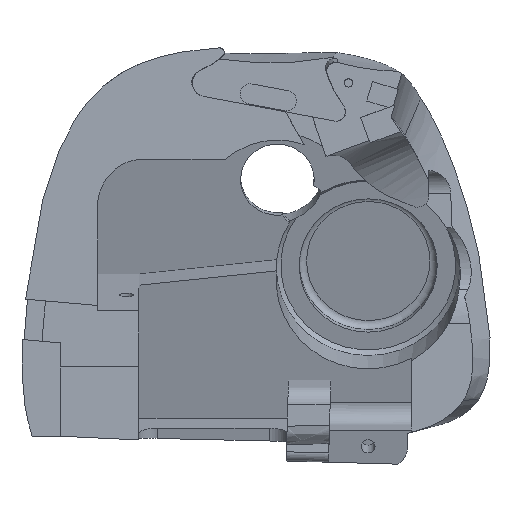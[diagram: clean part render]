
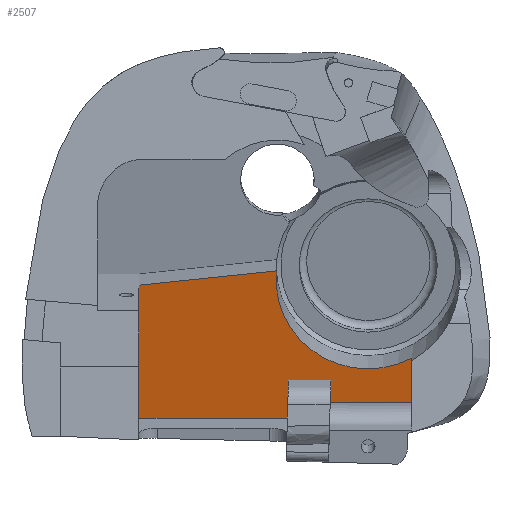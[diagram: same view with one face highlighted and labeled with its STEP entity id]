
A CAD part, left-side view. The second image highlights one B-rep face of the part: STEP entity #2507.
In plain terms, the highlighted planar face has unit normal (-0.966, 0, -0.259).
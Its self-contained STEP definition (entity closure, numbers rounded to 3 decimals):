
#232=PLANE('',#2666);
#304=FACE_OUTER_BOUND('',#444,.T.);
#444=EDGE_LOOP('',(#1713,#1714,#1715,#1716,#1717,#1718,#1719));
#606=LINE('',#3664,#787);
#607=LINE('',#3666,#788);
#608=LINE('',#3668,#789);
#609=LINE('',#3670,#790);
#610=LINE('',#3674,#791);
#611=LINE('',#3675,#792);
#787=VECTOR('',#2883,10.);
#788=VECTOR('',#2884,10.);
#789=VECTOR('',#2885,10.);
#790=VECTOR('',#2886,10.);
#791=VECTOR('',#2889,10.);
#792=VECTOR('',#2890,10.);
#951=CIRCLE('',#2667,10.);
#1029=VERTEX_POINT('',#3662);
#1030=VERTEX_POINT('',#3663);
#1031=VERTEX_POINT('',#3665);
#1032=VERTEX_POINT('',#3667);
#1033=VERTEX_POINT('',#3669);
#1034=VERTEX_POINT('',#3671);
#1035=VERTEX_POINT('',#3673);
#1303=EDGE_CURVE('',#1029,#1030,#606,.T.);
#1304=EDGE_CURVE('',#1031,#1030,#607,.T.);
#1305=EDGE_CURVE('',#1032,#1031,#608,.T.);
#1306=EDGE_CURVE('',#1032,#1033,#609,.T.);
#1307=EDGE_CURVE('',#1034,#1033,#951,.T.);
#1308=EDGE_CURVE('',#1034,#1035,#610,.T.);
#1309=EDGE_CURVE('',#1029,#1035,#611,.F.);
#1713=ORIENTED_EDGE('',*,*,#1303,.T.);
#1714=ORIENTED_EDGE('',*,*,#1304,.F.);
#1715=ORIENTED_EDGE('',*,*,#1305,.F.);
#1716=ORIENTED_EDGE('',*,*,#1306,.T.);
#1717=ORIENTED_EDGE('',*,*,#1307,.F.);
#1718=ORIENTED_EDGE('',*,*,#1308,.T.);
#1719=ORIENTED_EDGE('',*,*,#1309,.F.);
#2507=ADVANCED_FACE('',(#304),#232,.F.);
#2666=AXIS2_PLACEMENT_3D('',#3661,#2881,#2882);
#2667=AXIS2_PLACEMENT_3D('',#3672,#2887,#2888);
#2881=DIRECTION('center_axis',(0.966,0.,0.259));
#2882=DIRECTION('ref_axis',(0.,1.,0.));
#2883=DIRECTION('',(0.,-1.,0.));
#2884=DIRECTION('',(0.259,0.,-0.966));
#2885=DIRECTION('',(0.,1.,0.));
#2886=DIRECTION('',(-0.259,0.,0.966));
#2887=DIRECTION('center_axis',(-0.966,0.,-0.259));
#2888=DIRECTION('ref_axis',(0.,-1.,0.));
#2889=DIRECTION('',(0.028,0.994,-0.103));
#2890=DIRECTION('',(0.259,0.,-0.966));
#3661=CARTESIAN_POINT('Origin',(19.842,-3.632,-18.99));
#3662=CARTESIAN_POINT('',(20.775,16.768,-22.467));
#3663=CARTESIAN_POINT('',(20.774,-3.881,-22.468));
#3664=CARTESIAN_POINT('',(20.775,16.268,-22.467));
#3665=CARTESIAN_POINT('',(20.307,-3.881,-20.726));
#3666=CARTESIAN_POINT('',(19.463,-3.881,-17.575));
#3667=CARTESIAN_POINT('',(20.306,-12.888,-20.726));
#3668=CARTESIAN_POINT('',(20.307,-8.26,-20.726));
#3669=CARTESIAN_POINT('',(19.018,-12.888,-15.919));
#3670=CARTESIAN_POINT('',(17.676,-12.888,-10.91));
#3671=CARTESIAN_POINT('',(16.476,1.809,-6.426));
#3672=CARTESIAN_POINT('Origin',(16.741,-8.138,-7.418));
#3673=CARTESIAN_POINT('',(16.892,16.768,-7.978));
#3674=CARTESIAN_POINT('',(16.42,-0.189,-6.219));
#3675=CARTESIAN_POINT('',(19.843,16.768,-18.99));
